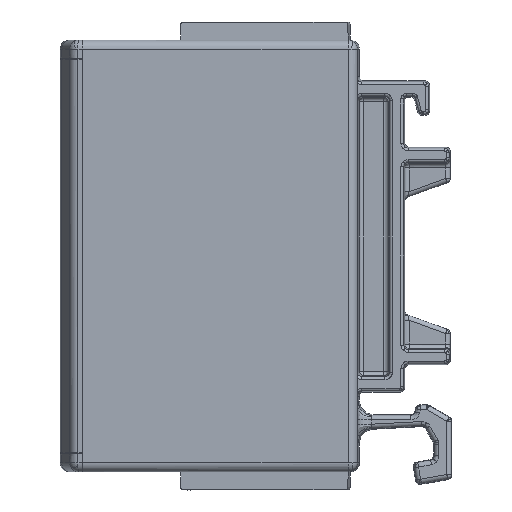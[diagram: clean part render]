
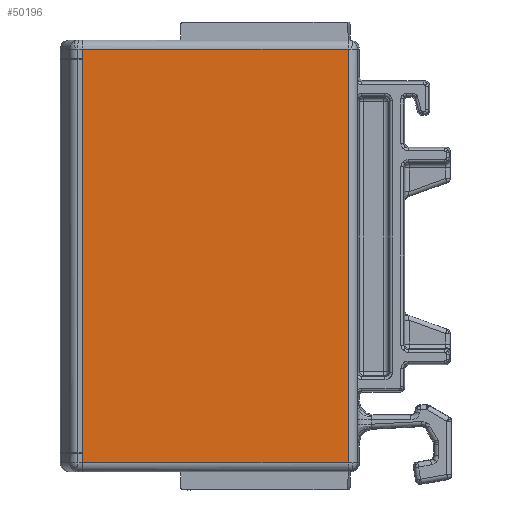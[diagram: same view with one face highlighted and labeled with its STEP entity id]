
A CAD part, left-side view. The second image highlights one B-rep face of the part: STEP entity #50196.
In plain terms, the highlighted planar face has unit normal (-1, 0, 0).
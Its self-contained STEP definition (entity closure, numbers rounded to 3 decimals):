
#576=DIRECTION('',(0.,0.,-1.));
#577=VECTOR('',#576,0.1);
#578=CARTESIAN_POINT('',(-15.,30.5,21.8));
#579=LINE('',#578,#577);
#590=DIRECTION('',(0.,0.,-1.));
#591=VECTOR('',#590,0.1);
#592=CARTESIAN_POINT('',(-15.,30.5,-21.7));
#593=LINE('',#592,#591);
#604=DIRECTION('',(0.,0.,1.));
#605=VECTOR('',#604,1.);
#606=CARTESIAN_POINT('',(-15.,30.5,-22.8));
#607=LINE('',#606,#605);
#637=DIRECTION('',(0.,-1.,0.));
#638=VECTOR('',#637,29.255);
#639=CARTESIAN_POINT('',(-15.,30.5,-22.8));
#640=LINE('',#639,#638);
#675=DIRECTION('',(0.,0.,1.));
#676=VECTOR('',#675,45.6);
#677=CARTESIAN_POINT('',(-15.,1.245,-22.8));
#678=LINE('',#677,#676);
#898=DIRECTION('',(0.,1.,0.));
#899=VECTOR('',#898,29.255);
#900=CARTESIAN_POINT('',(-15.,1.245,22.8));
#901=LINE('',#900,#899);
#41118=DIRECTION('',(0.,0.,-1.));
#41119=VECTOR('',#41118,43.4);
#41120=CARTESIAN_POINT('',(-15.,30.5,21.7));
#41121=LINE('',#41120,#41119);
#42650=DIRECTION('',(0.,0.,-1.));
#42651=VECTOR('',#42650,1.);
#42652=CARTESIAN_POINT('',(-15.,30.5,22.8));
#42653=LINE('',#42652,#42651);
#42888=CARTESIAN_POINT('',(-15.,30.5,22.8));
#42889=VERTEX_POINT('',#42888);
#42891=CARTESIAN_POINT('',(-15.,1.245,22.8));
#42892=VERTEX_POINT('',#42891);
#42893=CARTESIAN_POINT('',(-15.,30.5,21.8));
#42894=VERTEX_POINT('',#42893);
#42895=CARTESIAN_POINT('',(-15.,30.5,21.7));
#42896=VERTEX_POINT('',#42895);
#42897=CARTESIAN_POINT('',(-15.,30.5,-21.7));
#42898=VERTEX_POINT('',#42897);
#42899=CARTESIAN_POINT('',(-15.,30.5,-21.8));
#42900=VERTEX_POINT('',#42899);
#42901=CARTESIAN_POINT('',(-15.,30.5,-22.8));
#42902=VERTEX_POINT('',#42901);
#43173=CARTESIAN_POINT('',(-15.,1.245,-22.8));
#43174=VERTEX_POINT('',#43173);
#50175=CARTESIAN_POINT('',(-15.,0.,0.));
#50176=DIRECTION('',(-1.,0.,0.));
#50177=DIRECTION('',(0.,0.,1.));
#50178=AXIS2_PLACEMENT_3D('',#50175,#50176,#50177);
#50179=PLANE('',#50178);
#50181=ORIENTED_EDGE('',*,*,#50180,.F.);
#50183=ORIENTED_EDGE('',*,*,#50182,.T.);
#50184=ORIENTED_EDGE('',*,*,#50124,.F.);
#50186=ORIENTED_EDGE('',*,*,#50185,.F.);
#50187=ORIENTED_EDGE('',*,*,#50066,.F.);
#50189=ORIENTED_EDGE('',*,*,#50188,.F.);
#50191=ORIENTED_EDGE('',*,*,#50190,.F.);
#50193=ORIENTED_EDGE('',*,*,#50192,.F.);
#50194=EDGE_LOOP('',(#50181,#50183,#50184,#50186,#50187,#50189,#50191,#50193));
#50195=FACE_OUTER_BOUND('',#50194,.F.);
#50066=EDGE_CURVE('',#42894,#42896,#579,.T.);
#50124=EDGE_CURVE('',#42898,#42900,#593,.T.);
#50180=EDGE_CURVE('',#42902,#43174,#640,.T.);
#50182=EDGE_CURVE('',#42902,#42900,#607,.T.);
#50185=EDGE_CURVE('',#42896,#42898,#41121,.T.);
#50188=EDGE_CURVE('',#42889,#42894,#42653,.T.);
#50190=EDGE_CURVE('',#42892,#42889,#901,.T.);
#50192=EDGE_CURVE('',#43174,#42892,#678,.T.);
#50196=ADVANCED_FACE('',(#50195),#50179,.T.);
